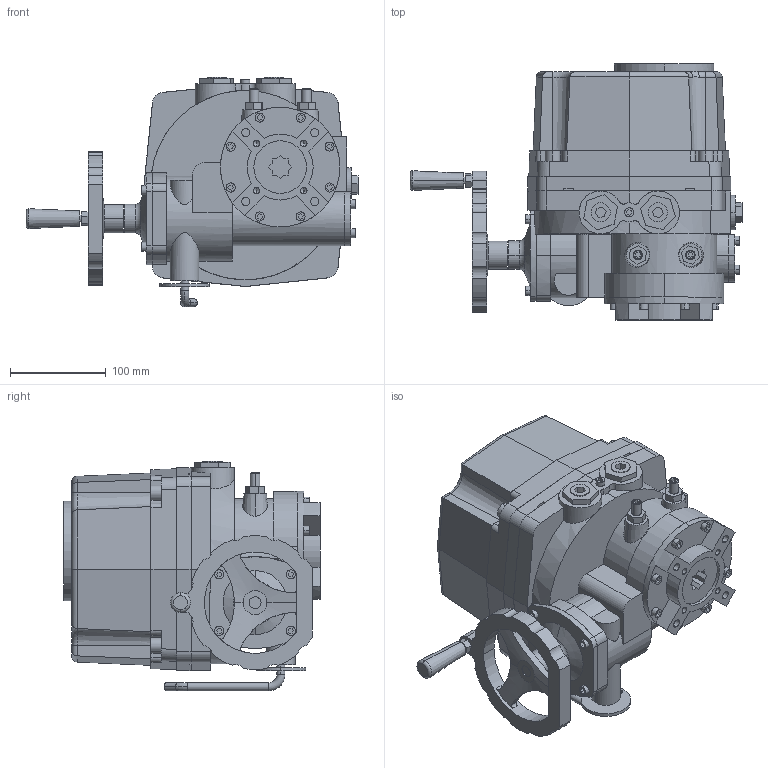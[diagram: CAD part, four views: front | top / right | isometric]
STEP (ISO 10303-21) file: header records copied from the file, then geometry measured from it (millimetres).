
FILE_DESCRIPTION (( 'STEP AP214' ), '1' );
FILE_NAME ('5630-HQ-015.STEP', '2014-04-14T19:29:36', ( 'JR' ), ( 'HP' ), 'SwSTEP 2.0', 'SolidWorks 2014', '' );
FILE_SCHEMA (( 'AUTOMOTIVE_DESIGN' ));
Length unit declared in the file: millimetre
Products named in the file (1): 5630-HQ-015
Bounding box: 347.5 x 268 x 240.25 mm (x, y, z)
Volume: 7916900.2 mm3; surface area: 425540.5 mm2
Topology: 2 solids, 3 shells, 758 faces, 1909 edges, 1247 vertices
Faces by surface type: plane 446, cylinder 262, cone 36, torus 13, bspline 1
Entity records: 24436 total; most frequent: CARTESIAN_POINT 5117, DIRECTION 3831, ORIENTED_EDGE 3802, EDGE_CURVE 1901, VECTOR 1283, LINE 1283, AXIS2_PLACEMENT_3D 1274, VERTEX_POINT 1247
